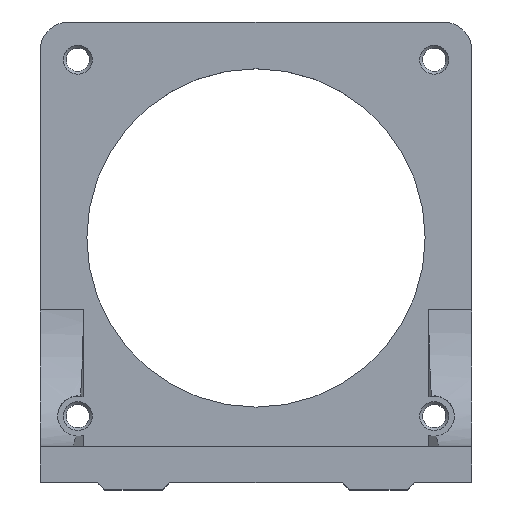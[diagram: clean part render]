
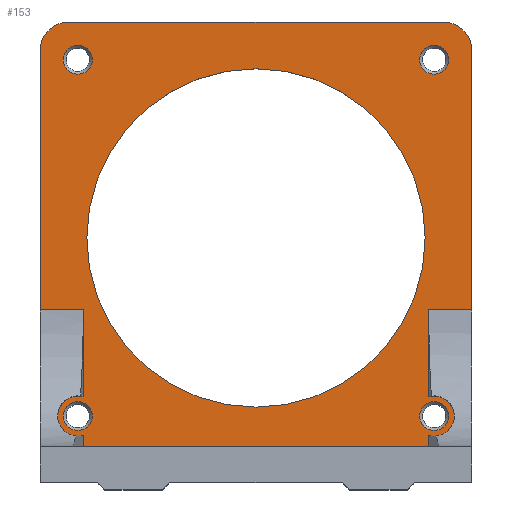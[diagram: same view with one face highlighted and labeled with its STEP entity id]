
A CAD part, top view. The second image highlights one B-rep face of the part: STEP entity #153.
In plain terms, the highlighted planar face has unit normal (0, 0, 1).
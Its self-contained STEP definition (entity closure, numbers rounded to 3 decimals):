
#153 = ADVANCED_FACE( '', ( #334, #335, #336, #337, #338, #339 ), #340, .F. );
#334 = FACE_BOUND( '', #519, .T. );
#335 = FACE_OUTER_BOUND( '', #520, .T. );
#336 = FACE_BOUND( '', #521, .T. );
#337 = FACE_BOUND( '', #522, .T. );
#338 = FACE_BOUND( '', #523, .T. );
#339 = FACE_BOUND( '', #524, .T. );
#340 = PLANE( '', #525 );
#519 = EDGE_LOOP( '', ( #884 ) );
#520 = EDGE_LOOP( '', ( #885, #886, #887, #888, #889, #890, #891, #892, #893, #894, #895, #896, #897, #898 ) );
#521 = EDGE_LOOP( '', ( #899 ) );
#522 = EDGE_LOOP( '', ( #900 ) );
#523 = EDGE_LOOP( '', ( #901 ) );
#524 = EDGE_LOOP( '', ( #902 ) );
#525 = AXIS2_PLACEMENT_3D( '', #903, #904, #905 );
#884 = ORIENTED_EDGE( '', *, *, #1072, .T. );
#885 = ORIENTED_EDGE( '', *, *, #1021, .F. );
#886 = ORIENTED_EDGE( '', *, *, #1007, .F. );
#887 = ORIENTED_EDGE( '', *, *, #948, .F. );
#888 = ORIENTED_EDGE( '', *, *, #956, .F. );
#889 = ORIENTED_EDGE( '', *, *, #1030, .F. );
#890 = ORIENTED_EDGE( '', *, *, #1058, .F. );
#891 = ORIENTED_EDGE( '', *, *, #1035, .T. );
#892 = ORIENTED_EDGE( '', *, *, #1074, .F. );
#893 = ORIENTED_EDGE( '', *, *, #1083, .T. );
#894 = ORIENTED_EDGE( '', *, *, #976, .T. );
#895 = ORIENTED_EDGE( '', *, *, #1084, .T. );
#896 = ORIENTED_EDGE( '', *, *, #1018, .F. );
#897 = ORIENTED_EDGE( '', *, *, #996, .T. );
#898 = ORIENTED_EDGE( '', *, *, #964, .F. );
#899 = ORIENTED_EDGE( '', *, *, #1079, .T. );
#900 = ORIENTED_EDGE( '', *, *, #1039, .T. );
#901 = ORIENTED_EDGE( '', *, *, #1005, .T. );
#902 = ORIENTED_EDGE( '', *, *, #1085, .T. );
#903 = CARTESIAN_POINT( '', ( 30., 30., -19. ) );
#904 = DIRECTION( '', ( 0., 0., -1. ) );
#905 = DIRECTION( '', ( -1., 0., 0. ) );
#948 = EDGE_CURVE( '', #1104, #1105, #1106, .T. );
#956 = EDGE_CURVE( '', #1117, #1104, #1119, .T. );
#964 = EDGE_CURVE( '', #1131, #1133, #1134, .T. );
#976 = EDGE_CURVE( '', #1155, #1153, #1156, .T. );
#996 = EDGE_CURVE( '', #1186, #1133, #1187, .T. );
#1005 = EDGE_CURVE( '', #1200, #1200, #1201, .T. );
#1007 = EDGE_CURVE( '', #1105, #1203, #1204, .T. );
#1018 = EDGE_CURVE( '', #1186, #1220, #1221, .T. );
#1021 = EDGE_CURVE( '', #1203, #1131, #1224, .T. );
#1030 = EDGE_CURVE( '', #1237, #1117, #1239, .T. );
#1035 = EDGE_CURVE( '', #1247, #1245, #1248, .T. );
#1039 = EDGE_CURVE( '', #1253, #1253, #1254, .T. );
#1058 = EDGE_CURVE( '', #1247, #1237, #1276, .T. );
#1072 = EDGE_CURVE( '', #1296, #1296, #1297, .T. );
#1074 = EDGE_CURVE( '', #1299, #1245, #1300, .T. );
#1079 = EDGE_CURVE( '', #1305, #1305, #1306, .T. );
#1083 = EDGE_CURVE( '', #1299, #1155, #1310, .T. );
#1084 = EDGE_CURVE( '', #1153, #1220, #1311, .T. );
#1085 = EDGE_CURVE( '', #1312, #1312, #1313, .T. );
#1104 = VERTEX_POINT( '', #1337 );
#1105 = VERTEX_POINT( '', #1338 );
#1106 = LINE( '', #1339, #1340 );
#1117 = VERTEX_POINT( '', #1383 );
#1119 = LINE( '', #1385, #1386 );
#1131 = VERTEX_POINT( '', #1399 );
#1133 = VERTEX_POINT( '', #1402 );
#1134 = LINE( '', #1403, #1404 );
#1153 = VERTEX_POINT( '', #1459 );
#1155 = VERTEX_POINT( '', #1461 );
#1156 = LINE( '', #1462, #1463 );
#1186 = VERTEX_POINT( '', #1499 );
#1187 = LINE( '', #1500, #1501 );
#1200 = VERTEX_POINT( '', #1517 );
#1201 = CIRCLE( '', #1518, 2. );
#1203 = VERTEX_POINT( '', #1520 );
#1204 = CIRCLE( '', #1521, 2.8 );
#1220 = VERTEX_POINT( '', #1539 );
#1221 = CIRCLE( '', #1540, 2.8 );
#1224 = LINE( '', #1543, #1544 );
#1237 = VERTEX_POINT( '', #1562 );
#1239 = LINE( '', #1565, #1566 );
#1245 = VERTEX_POINT( '', #1574 );
#1247 = VERTEX_POINT( '', #1577 );
#1248 = LINE( '', #1578, #1579 );
#1253 = VERTEX_POINT( '', #1585 );
#1254 = CIRCLE( '', #1586, 2. );
#1276 = CIRCLE( '', #1615, 4. );
#1296 = VERTEX_POINT( '', #1637 );
#1297 = CIRCLE( '', #1638, 2. );
#1299 = VERTEX_POINT( '', #1640 );
#1300 = CIRCLE( '', #1641, 4. );
#1305 = VERTEX_POINT( '', #1648 );
#1306 = CIRCLE( '', #1649, 2. );
#1310 = LINE( '', #1653, #1654 );
#1311 = LINE( '', #1655, #1656 );
#1312 = VERTEX_POINT( '', #1657 );
#1313 = CIRCLE( '', #1658, 23.5 );
#1337 = CARTESIAN_POINT( '', ( 24., -10., -19. ) );
#1338 = CARTESIAN_POINT( '', ( 24., -22.051, -19. ) );
#1339 = CARTESIAN_POINT( '', ( 24., 30., -19. ) );
#1340 = VECTOR( '', #1673, 1000. );
#1383 = CARTESIAN_POINT( '', ( 30., -10., -19. ) );
#1385 = CARTESIAN_POINT( '', ( 30., -10., -19. ) );
#1386 = VECTOR( '', #1687, 1000. );
#1399 = CARTESIAN_POINT( '', ( 24., -29., -19. ) );
#1402 = CARTESIAN_POINT( '', ( -24., -29., -19. ) );
#1403 = CARTESIAN_POINT( '', ( 30., -29., -19. ) );
#1404 = VECTOR( '', #1702, 1000. );
#1459 = CARTESIAN_POINT( '', ( -24., -10., -19. ) );
#1461 = CARTESIAN_POINT( '', ( -30., -10., -19. ) );
#1462 = CARTESIAN_POINT( '', ( -30., -10., -19. ) );
#1463 = VECTOR( '', #1717, 1000. );
#1499 = CARTESIAN_POINT( '', ( -24., -27.447, -19. ) );
#1500 = CARTESIAN_POINT( '', ( -24., 30., -19. ) );
#1501 = VECTOR( '', #1748, 1000. );
#1517 = CARTESIAN_POINT( '', ( 22.749, 24.749, -19. ) );
#1518 = AXIS2_PLACEMENT_3D( '', #1761, #1762, #1763 );
#1520 = CARTESIAN_POINT( '', ( 24., -27.447, -19. ) );
#1521 = AXIS2_PLACEMENT_3D( '', #1764, #1765, #1766 );
#1539 = CARTESIAN_POINT( '', ( -24., -22.051, -19. ) );
#1540 = AXIS2_PLACEMENT_3D( '', #1784, #1785, #1786 );
#1543 = CARTESIAN_POINT( '', ( 24., 30., -19. ) );
#1544 = VECTOR( '', #1790, 1000. );
#1562 = CARTESIAN_POINT( '', ( 30., 26., -19. ) );
#1565 = CARTESIAN_POINT( '', ( 30., 30., -19. ) );
#1566 = VECTOR( '', #1797, 1000. );
#1574 = CARTESIAN_POINT( '', ( -26., 30., -19. ) );
#1577 = CARTESIAN_POINT( '', ( 26., 30., -19. ) );
#1578 = CARTESIAN_POINT( '', ( 30., 30., -19. ) );
#1579 = VECTOR( '', #1801, 1000. );
#1585 = CARTESIAN_POINT( '', ( -26.749, 24.749, -19. ) );
#1586 = AXIS2_PLACEMENT_3D( '', #1806, #1807, #1808 );
#1615 = AXIS2_PLACEMENT_3D( '', #1822, #1823, #1824 );
#1637 = CARTESIAN_POINT( '', ( 22.749, -24.749, -19. ) );
#1638 = AXIS2_PLACEMENT_3D( '', #1845, #1846, #1847 );
#1640 = CARTESIAN_POINT( '', ( -30., 26., -19. ) );
#1641 = AXIS2_PLACEMENT_3D( '', #1848, #1849, #1850 );
#1648 = CARTESIAN_POINT( '', ( -26.749, -24.749, -19. ) );
#1649 = AXIS2_PLACEMENT_3D( '', #1853, #1854, #1855 );
#1653 = CARTESIAN_POINT( '', ( -30., 30., -19. ) );
#1654 = VECTOR( '', #1856, 1000. );
#1655 = CARTESIAN_POINT( '', ( -24., 30., -19. ) );
#1656 = VECTOR( '', #1857, 1000. );
#1657 = CARTESIAN_POINT( '', ( -23.5, 0., -19. ) );
#1658 = AXIS2_PLACEMENT_3D( '', #1858, #1859, #1860 );
#1673 = DIRECTION( '', ( 0., -1., 0. ) );
#1687 = DIRECTION( '', ( -1., 0., 0. ) );
#1702 = DIRECTION( '', ( -1., 0., 0. ) );
#1717 = DIRECTION( '', ( 1., 0., 0. ) );
#1748 = DIRECTION( '', ( 0., -1., 0. ) );
#1761 = CARTESIAN_POINT( '', ( 24.749, 24.749, -19. ) );
#1762 = DIRECTION( '', ( 0., 0., -1. ) );
#1763 = DIRECTION( '', ( -1., 0., 0. ) );
#1764 = CARTESIAN_POINT( '', ( 24.749, -24.749, -19. ) );
#1765 = DIRECTION( '', ( 0., 0., -1. ) );
#1766 = DIRECTION( '', ( -1., 0., 0. ) );
#1784 = CARTESIAN_POINT( '', ( -24.749, -24.749, -19. ) );
#1785 = DIRECTION( '', ( 0., 0., -1. ) );
#1786 = DIRECTION( '', ( -1., 0., 0. ) );
#1790 = DIRECTION( '', ( 0., -1., 0. ) );
#1797 = DIRECTION( '', ( 0., -1., 0. ) );
#1801 = DIRECTION( '', ( -1., 0., 0. ) );
#1806 = CARTESIAN_POINT( '', ( -24.749, 24.749, -19. ) );
#1807 = DIRECTION( '', ( 0., 0., -1. ) );
#1808 = DIRECTION( '', ( -1., 0., 0. ) );
#1822 = CARTESIAN_POINT( '', ( 26., 26., -19. ) );
#1823 = DIRECTION( '', ( 0., 0., -1. ) );
#1824 = DIRECTION( '', ( -1., 0., 0. ) );
#1845 = CARTESIAN_POINT( '', ( 24.749, -24.749, -19. ) );
#1846 = DIRECTION( '', ( 0., 0., -1. ) );
#1847 = DIRECTION( '', ( -1., 0., 0. ) );
#1848 = CARTESIAN_POINT( '', ( -26., 26., -19. ) );
#1849 = DIRECTION( '', ( 0., 0., -1. ) );
#1850 = DIRECTION( '', ( -1., 0., 0. ) );
#1853 = CARTESIAN_POINT( '', ( -24.749, -24.749, -19. ) );
#1854 = DIRECTION( '', ( 0., 0., -1. ) );
#1855 = DIRECTION( '', ( -1., 0., 0. ) );
#1856 = DIRECTION( '', ( 0., -1., 0. ) );
#1857 = DIRECTION( '', ( 0., -1., 0. ) );
#1858 = CARTESIAN_POINT( '', ( 0., 0., -19. ) );
#1859 = DIRECTION( '', ( 0., 0., -1. ) );
#1860 = DIRECTION( '', ( -1., 0., 0. ) );
